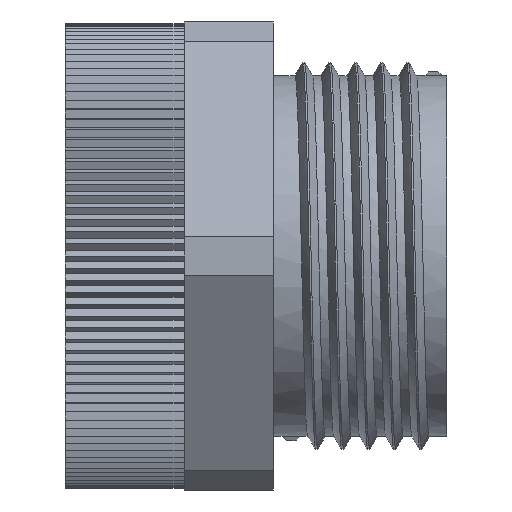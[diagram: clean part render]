
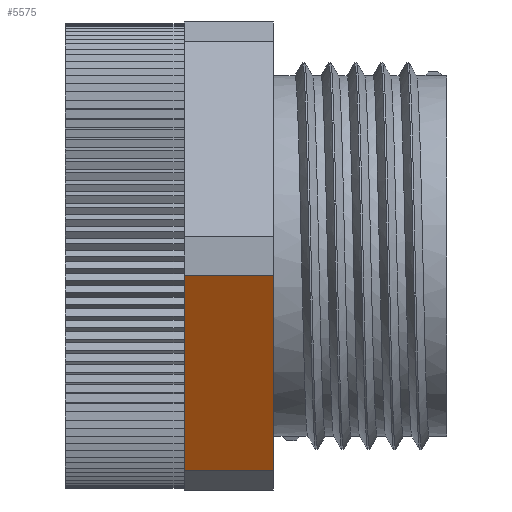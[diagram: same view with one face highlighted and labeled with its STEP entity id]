
A CAD part, front view. The second image highlights one B-rep face of the part: STEP entity #5575.
In plain terms, the highlighted planar face has unit normal (0, -0.866, -0.5).
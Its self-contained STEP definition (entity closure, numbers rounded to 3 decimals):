
#276=PLANE('',#5854);
#549=FACE_OUTER_BOUND('',#822,.T.);
#822=EDGE_LOOP('',(#4748,#4749,#4750,#4751));
#1580=LINE('',#10946,#2345);
#1581=LINE('',#10949,#2346);
#1582=LINE('',#10951,#2347);
#1583=LINE('',#10952,#2348);
#2345=VECTOR('',#7116,10.);
#2346=VECTOR('',#7119,10.);
#2347=VECTOR('',#7120,10.);
#2348=VECTOR('',#7121,10.);
#2904=VERTEX_POINT('',#10940);
#2906=VERTEX_POINT('',#10944);
#2907=VERTEX_POINT('',#10948);
#2908=VERTEX_POINT('',#10950);
#3688=EDGE_CURVE('',#2906,#2904,#1580,.T.);
#3689=EDGE_CURVE('',#2904,#2907,#1581,.T.);
#3690=EDGE_CURVE('',#2908,#2906,#1582,.T.);
#3691=EDGE_CURVE('',#2907,#2908,#1583,.T.);
#4748=ORIENTED_EDGE('',*,*,#3689,.F.);
#4749=ORIENTED_EDGE('',*,*,#3688,.F.);
#4750=ORIENTED_EDGE('',*,*,#3690,.F.);
#4751=ORIENTED_EDGE('',*,*,#3691,.F.);
#5575=ADVANCED_FACE('',(#549),#276,.F.);
#5854=AXIS2_PLACEMENT_3D('',#10947,#7117,#7118);
#7116=DIRECTION('',(-1.,0.,0.));
#7117=DIRECTION('center_axis',(0.,0.866,0.5));
#7118=DIRECTION('ref_axis',(0.,0.5,-0.866));
#7119=DIRECTION('',(0.,-0.5,0.866));
#7120=DIRECTION('',(0.,0.5,-0.866));
#7121=DIRECTION('',(1.,0.,0.));
#10940=CARTESIAN_POINT('',(-15.15,-8.434,-12.392));
#10944=CARTESIAN_POINT('',(-10.,-8.434,-12.392));
#10946=CARTESIAN_POINT('',(-12.575,-8.434,-12.392));
#10947=CARTESIAN_POINT('Origin',(-10.,-14.949,-1.108));
#10948=CARTESIAN_POINT('',(-15.15,-14.949,-1.108));
#10949=CARTESIAN_POINT('',(-15.15,-11.446,-7.174));
#10950=CARTESIAN_POINT('',(-10.,-14.949,-1.108));
#10951=CARTESIAN_POINT('',(-10.,-12.019,-6.182));
#10952=CARTESIAN_POINT('',(-12.575,-14.949,-1.108));
